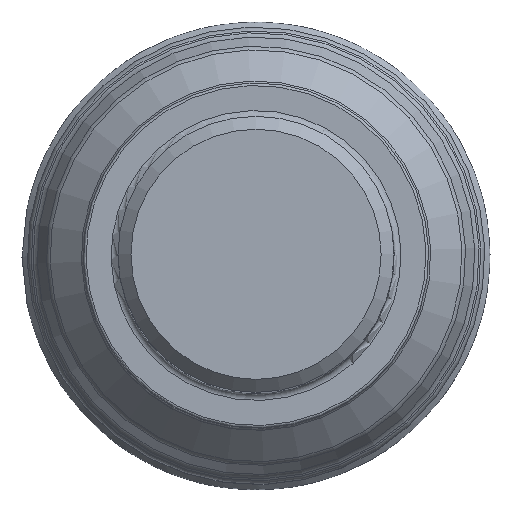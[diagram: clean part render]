
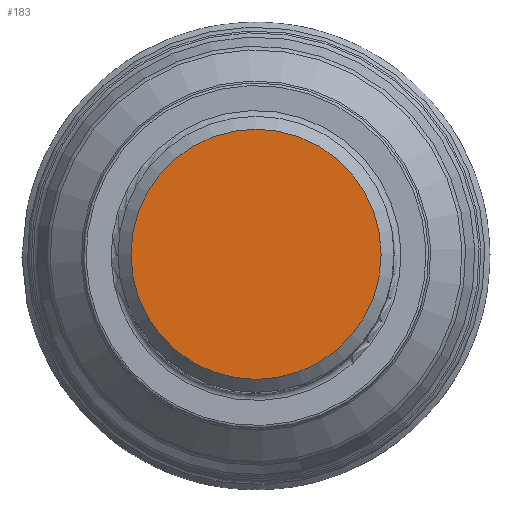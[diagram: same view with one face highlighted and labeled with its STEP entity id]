
A CAD part, top view. The second image highlights one B-rep face of the part: STEP entity #183.
In plain terms, the highlighted planar face has unit normal (0, 0, 1).
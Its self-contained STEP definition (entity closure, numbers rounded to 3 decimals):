
#183=ADVANCED_FACE('CU_SU3',(#190),#188,.F.);
#188=PLANE('',#484);
#190=FACE_OUTER_BOUND('',#232,.T.);
#232=EDGE_LOOP('',(#276));
#276=ORIENTED_EDGE('',*,*,#323,.F.);
#300=VERTEX_POINT('',#684);
#323=EDGE_CURVE('',#300,#300,#345,.T.);
#345=CIRCLE('',#483,14.496);
#483=AXIS2_PLACEMENT_3D('',#683,#590,#591);
#484=AXIS2_PLACEMENT_3D('',#685,#592,#593);
#590=DIRECTION('',(0.,0.,-1.));
#591=DIRECTION('',(-1.,0.,0.));
#592=DIRECTION('',(0.,0.,-1.));
#593=DIRECTION('',(-1.,0.,0.));
#683=CARTESIAN_POINT('',(0.,0.,0.));
#684=CARTESIAN_POINT('',(-14.496,0.,0.));
#685=CARTESIAN_POINT('',(0.,0.,0.));
